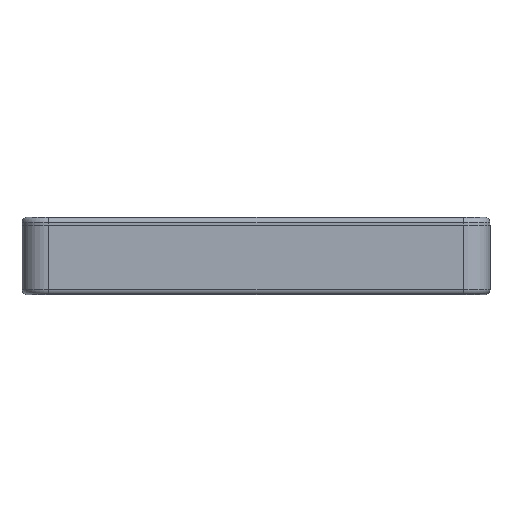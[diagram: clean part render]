
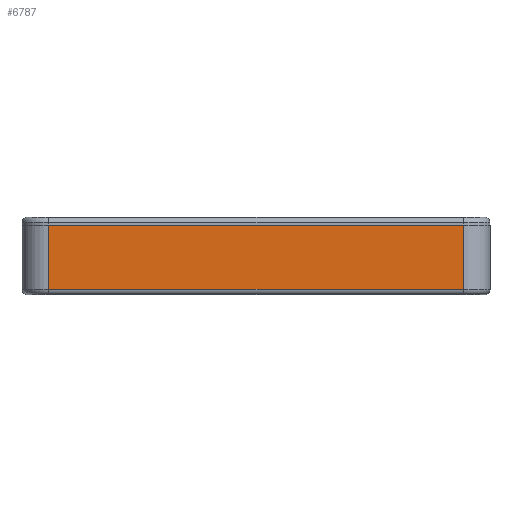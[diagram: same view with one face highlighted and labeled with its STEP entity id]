
A CAD part, left-side view. The second image highlights one B-rep face of the part: STEP entity #6787.
In plain terms, the highlighted planar face has unit normal (-1, 0, 0).
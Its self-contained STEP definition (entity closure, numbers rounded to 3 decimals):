
#505=PLANE('',#7255);
#662=LINE('',#9119,#1259);
#726=LINE('',#9690,#1323);
#727=LINE('',#9692,#1324);
#728=LINE('',#9694,#1325);
#1259=VECTOR('',#7660,10.);
#1323=VECTOR('',#7854,10.);
#1324=VECTOR('',#7857,10.);
#1325=VECTOR('',#7860,10.);
#1958=FACE_OUTER_BOUND('',#2352,.T.);
#2352=EDGE_LOOP('',(#4890,#4891,#4892,#4893));
#2942=VERTEX_POINT('',#9116);
#2943=VERTEX_POINT('',#9118);
#3057=VERTEX_POINT('',#9647);
#3070=VERTEX_POINT('',#9684);
#3634=EDGE_CURVE('',#2942,#2943,#662,.T.);
#3786=EDGE_CURVE('',#3057,#3070,#726,.T.);
#3787=EDGE_CURVE('',#3070,#2942,#727,.T.);
#3788=EDGE_CURVE('',#2943,#3057,#728,.T.);
#4890=ORIENTED_EDGE('',*,*,#3786,.F.);
#4891=ORIENTED_EDGE('',*,*,#3788,.F.);
#4892=ORIENTED_EDGE('',*,*,#3634,.F.);
#4893=ORIENTED_EDGE('',*,*,#3787,.F.);
#6787=ADVANCED_FACE('',(#1958),#505,.T.);
#7255=AXIS2_PLACEMENT_3D('',#9693,#7858,#7859);
#7660=DIRECTION('',(0.,-1.,0.));
#7854=DIRECTION('',(0.,1.,0.));
#7857=DIRECTION('',(0.,0.,1.));
#7858=DIRECTION('center_axis',(-1.,0.,0.));
#7859=DIRECTION('ref_axis',(0.,-1.,0.));
#7860=DIRECTION('',(0.,0.,-1.));
#9116=CARTESIAN_POINT('',(-57.773,32.852,13.));
#9118=CARTESIAN_POINT('',(-57.773,-44.848,13.));
#9119=CARTESIAN_POINT('',(-57.773,-49.848,13.));
#9647=CARTESIAN_POINT('',(-57.773,-44.848,1.));
#9684=CARTESIAN_POINT('',(-57.773,32.852,1.));
#9690=CARTESIAN_POINT('',(-57.773,15.927,1.));
#9692=CARTESIAN_POINT('',(-57.773,32.852,0.));
#9693=CARTESIAN_POINT('Origin',(-57.773,37.852,0.));
#9694=CARTESIAN_POINT('',(-57.773,-44.848,0.));
